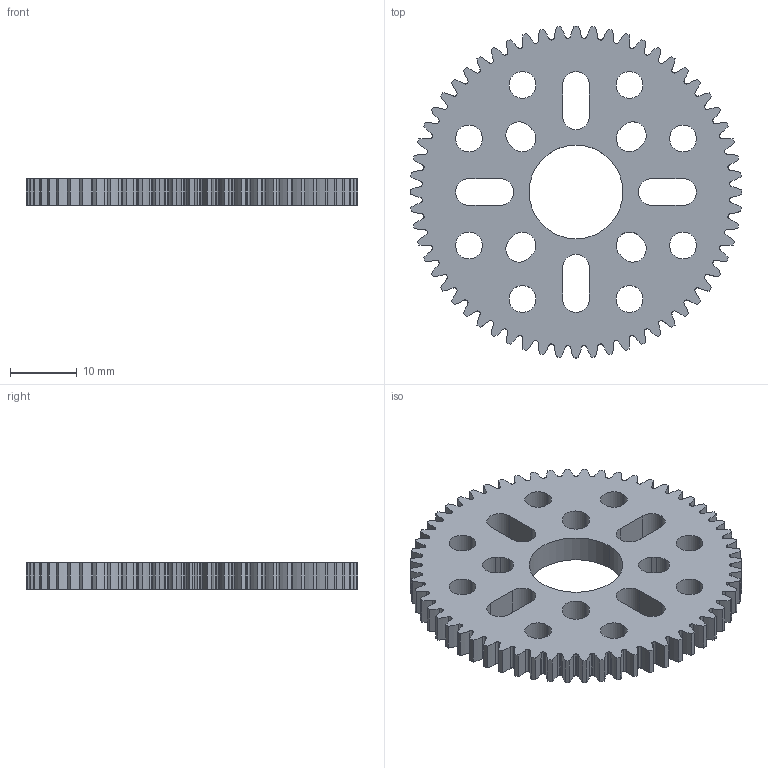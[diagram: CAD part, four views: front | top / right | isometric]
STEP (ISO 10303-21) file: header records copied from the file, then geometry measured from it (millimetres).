
FILE_DESCRIPTION (( 'STEP AP203' ), '1' );
FILE_NAME ('2312-0014-0060.STEP', '2019-08-22T15:49:14', ( '' ), ( '' ), 'SwSTEP 2.0', 'SolidWorks 2016', '' );
FILE_SCHEMA (( 'CONFIG_CONTROL_DESIGN' ));
Length unit declared in the file: millimetre
Products named in the file (1): 2312-0014-0060
Bounding box: 49.6 x 49.6 x 4 mm (x, y, z)
Volume: 5444.9 mm3; surface area: 5052.2 mm2
Topology: 1 solids, 1 shells, 539 faces, 1611 edges, 1074 vertices
Faces by surface type: bspline 240, cylinder 161, plane 138
Entity records: 25892 total; most frequent: CARTESIAN_POINT 12585, ORIENTED_EDGE 3222, DIRECTION 2053, EDGE_CURVE 1611, VERTEX_POINT 1074, VECTOR 809, LINE 809, AXIS2_PLACEMENT_3D 622
